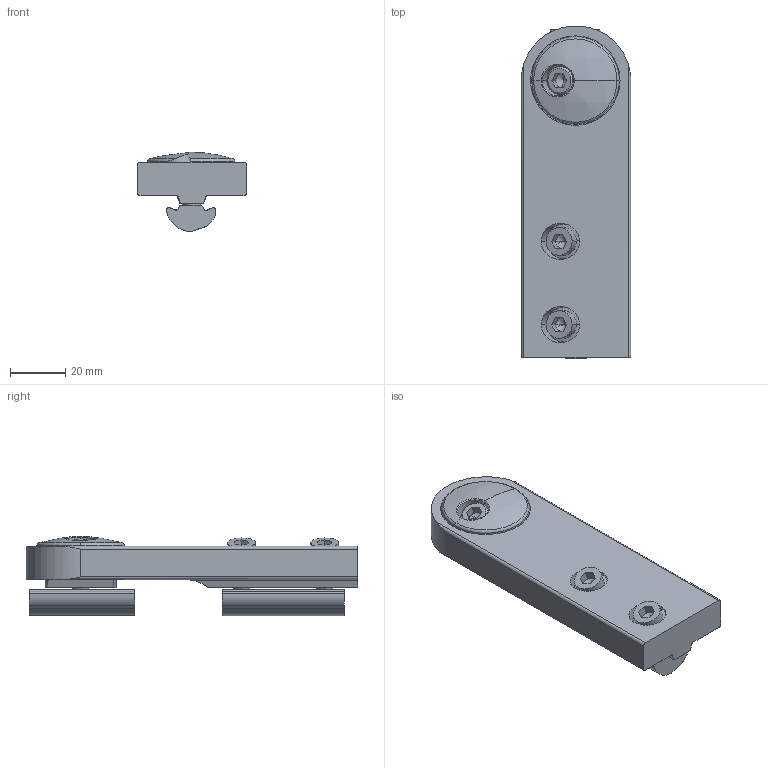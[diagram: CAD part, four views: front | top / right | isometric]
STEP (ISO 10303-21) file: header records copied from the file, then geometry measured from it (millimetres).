
FILE_DESCRIPTION (( 'STEP AP214' ), '1' );
FILE_NAME ('40mm Adjustable Angle Plate Kit - Left(40RJP-0421-006-01).STEP', '2023-09-01T19:17:41', ( '' ), ( '' ), 'SwSTEP 2.0', 'SolidWorks 2020', '' );
FILE_SCHEMA (( 'AUTOMOTIVE_DESIGN' ));
Length unit declared in the file: millimetre
Products named in the file (3): 40mm Adjustable Angle Plate Kit - Left(40RJP-0421-006-01); ø27mm Angle Rivet Kit_Standard; 40mm Adjustable Angle Plate Kit - Left_Standard
Assembly tree (2 placements, depth 2):
  40mm Adjustable Angle Plate Kit - Left(40RJP-0421-006-01)
    40mm Adjustable Angle Plate Kit - Left_Standard
    ø27mm Angle Rivet Kit_Standard
Bounding box: 39.5 x 119.68 x 28.65 mm (x, y, z)
Volume: 67809.9 mm3; surface area: 23700.9 mm2
Topology: 7 solids, 7 shells, 228 faces, 555 edges, 344 vertices
Faces by surface type: cylinder 87, plane 73, cone 42, torus 22, bspline 2, sphere 2
Entity records: 10021 total; most frequent: CARTESIAN_POINT 3267, DIRECTION 1162, ORIENTED_EDGE 1098, EDGE_CURVE 549, AXIS2_PLACEMENT_3D 452, VERTEX_POINT 344, LINE 258, VECTOR 258
